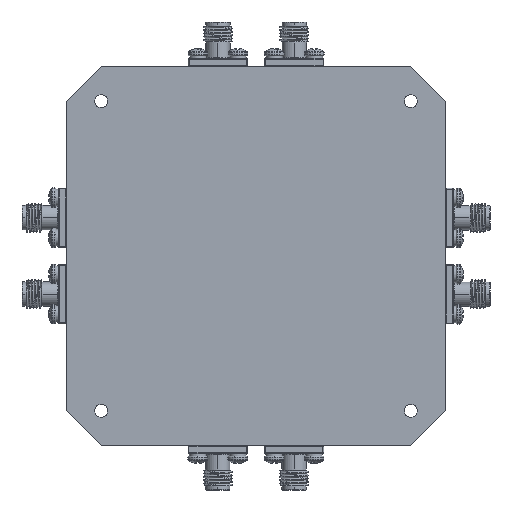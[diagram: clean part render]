
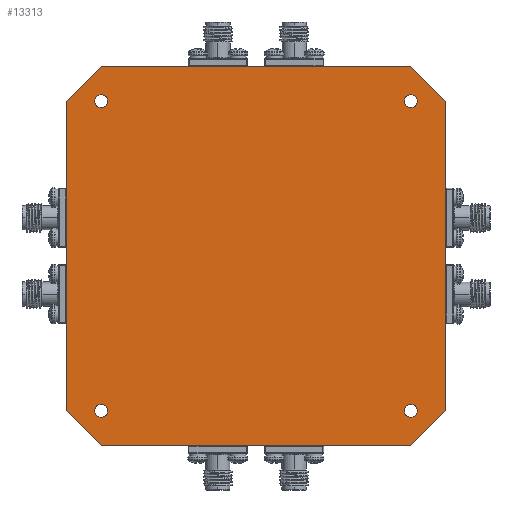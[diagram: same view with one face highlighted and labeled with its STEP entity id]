
A CAD part, front view. The second image highlights one B-rep face of the part: STEP entity #13313.
In plain terms, the highlighted planar face has unit normal (0, -1, 0).
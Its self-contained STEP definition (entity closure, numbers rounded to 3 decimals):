
#990 = CARTESIAN_POINT ( 'NONE',  ( 7.62, 0., -82. ) ) ;
#3088 = EDGE_CURVE ( 'NONE', #95448, #41563, #44374, .T. ) ;
#3232 = AXIS2_PLACEMENT_3D ( 'NONE', #97251, #78328, #15764 ) ;
#4019 = DIRECTION ( 'NONE',  ( 0., 1., 0. ) ) ;
#4127 = FACE_BOUND ( 'NONE', #67882, .T. ) ;
#4311 = EDGE_CURVE ( 'NONE', #37376, #83628, #31733, .T. ) ;
#6059 = DIRECTION ( 'NONE',  ( 0., 1., 0. ) ) ;
#7683 = ORIENTED_EDGE ( 'NONE', *, *, #37203, .F. ) ;
#7972 = VECTOR ( 'NONE', #27977, 1000. ) ;
#8054 = FACE_BOUND ( 'NONE', #79831, .T. ) ;
#8502 = DIRECTION ( 'NONE',  ( 0., 1., 0. ) ) ;
#12080 = VERTEX_POINT ( 'NONE', #111271 ) ;
#12246 = DIRECTION ( 'NONE',  ( 0., 0., 1. ) ) ;
#13313 = ADVANCED_FACE ( 'NONE', ( #103403, #109902, #8054, #4127, #46545 ), #100830, .T. ) ;
#14336 = AXIS2_PLACEMENT_3D ( 'NONE', #126117, #8502, #30697 ) ;
#15719 = VECTOR ( 'NONE', #75982, 1000. ) ;
#15764 = DIRECTION ( 'NONE',  ( 0., 0., 1. ) ) ;
#17476 = DIRECTION ( 'NONE',  ( -0.707, 0., 0.707 ) ) ;
#18749 = ORIENTED_EDGE ( 'NONE', *, *, #32455, .T. ) ;
#19086 = EDGE_CURVE ( 'NONE', #12080, #62967, #81434, .T. ) ;
#21268 = DIRECTION ( 'NONE',  ( 0., 0., -1. ) ) ;
#23653 = CIRCLE ( 'NONE', #85896, 1.4 ) ;
#24894 = CARTESIAN_POINT ( 'NONE',  ( 7.56, 0., -7.56 ) ) ;
#25900 = ORIENTED_EDGE ( 'NONE', *, *, #129712, .T. ) ;
#26311 = VECTOR ( 'NONE', #37810, 1000. ) ;
#26928 = CARTESIAN_POINT ( 'NONE',  ( 74.44, 0., -7.56 ) ) ;
#27977 = DIRECTION ( 'NONE',  ( 0., 0., 1. ) ) ;
#28731 = CARTESIAN_POINT ( 'NONE',  ( 7.56, 0., -75.84 ) ) ;
#28822 = ORIENTED_EDGE ( 'NONE', *, *, #19086, .T. ) ;
#28935 = CARTESIAN_POINT ( 'NONE',  ( 7.56, 0., -6.16 ) ) ;
#29908 = CARTESIAN_POINT ( 'NONE',  ( 0., 0., -74.38 ) ) ;
#30697 = DIRECTION ( 'NONE',  ( 0., 0., 1. ) ) ;
#30720 = VERTEX_POINT ( 'NONE', #59701 ) ;
#30834 = DIRECTION ( 'NONE',  ( 0., 0., 1. ) ) ;
#31095 = EDGE_LOOP ( 'NONE', ( #128877, #122740, #7683, #116285, #62255, #93320, #119016, #137434 ) ) ;
#31733 = CIRCLE ( 'NONE', #107390, 1.4 ) ;
#32046 = DIRECTION ( 'NONE',  ( 1., 0., 0. ) ) ;
#32455 = EDGE_CURVE ( 'NONE', #30720, #69887, #63127, .T. ) ;
#32864 = EDGE_CURVE ( 'NONE', #34326, #59128, #58636, .T. ) ;
#32878 = CIRCLE ( 'NONE', #108551, 1.4 ) ;
#32915 = ORIENTED_EDGE ( 'NONE', *, *, #114857, .T. ) ;
#33891 = DIRECTION ( 'NONE',  ( 0., 0., 1. ) ) ;
#34326 = VERTEX_POINT ( 'NONE', #127972 ) ;
#35075 = CARTESIAN_POINT ( 'NONE',  ( 74.44, 0., -73.04 ) ) ;
#36876 = DIRECTION ( 'NONE',  ( 0., 1., 0. ) ) ;
#36937 = VERTEX_POINT ( 'NONE', #123559 ) ;
#37203 = EDGE_CURVE ( 'NONE', #59128, #36937, #129768, .T. ) ;
#37376 = VERTEX_POINT ( 'NONE', #75146 ) ;
#37810 = DIRECTION ( 'NONE',  ( -0.707, 0., -0.707 ) ) ;
#39317 = DIRECTION ( 'NONE',  ( 0., 0., 1. ) ) ;
#40728 = CARTESIAN_POINT ( 'NONE',  ( 0., 0., 0. ) ) ;
#41563 = VERTEX_POINT ( 'NONE', #84058 ) ;
#42646 = LINE ( 'NONE', #85069, #15719 ) ;
#43018 = VECTOR ( 'NONE', #52737, 1000. ) ;
#43740 = AXIS2_PLACEMENT_3D ( 'NONE', #134740, #124967, #39317 ) ;
#44374 = LINE ( 'NONE', #86767, #43018 ) ;
#45553 = CARTESIAN_POINT ( 'NONE',  ( 74.38, 0., -82. ) ) ;
#45646 = DIRECTION ( 'NONE',  ( 0., 0., -1. ) ) ;
#46545 = FACE_BOUND ( 'NONE', #54592, .T. ) ;
#47359 = CARTESIAN_POINT ( 'NONE',  ( 74.44, 0., -74.44 ) ) ;
#48520 = DIRECTION ( 'NONE',  ( 0., 0., 1. ) ) ;
#52737 = DIRECTION ( 'NONE',  ( 0.707, 0., 0.707 ) ) ;
#54592 = EDGE_LOOP ( 'NONE', ( #28822, #75038 ) ) ;
#55096 = EDGE_CURVE ( 'NONE', #63826, #134975, #42646, .T. ) ;
#56174 = EDGE_CURVE ( 'NONE', #41563, #63826, #94728, .T. ) ;
#57791 = EDGE_CURVE ( 'NONE', #62967, #12080, #71950, .T. ) ;
#58595 = EDGE_CURVE ( 'NONE', #72888, #95448, #100395, .T. ) ;
#58636 = LINE ( 'NONE', #45553, #26311 ) ;
#59128 = VERTEX_POINT ( 'NONE', #108326 ) ;
#59415 = VERTEX_POINT ( 'NONE', #113135 ) ;
#59701 = CARTESIAN_POINT ( 'NONE',  ( 74.44, 0., -75.84 ) ) ;
#62090 = CARTESIAN_POINT ( 'NONE',  ( 74.44, 0., -7.56 ) ) ;
#62255 = ORIENTED_EDGE ( 'NONE', *, *, #69033, .F. ) ;
#62967 = VERTEX_POINT ( 'NONE', #28731 ) ;
#63127 = CIRCLE ( 'NONE', #3232, 1.4 ) ;
#63542 = VECTOR ( 'NONE', #45646, 1000. ) ;
#63826 = VERTEX_POINT ( 'NONE', #120565 ) ;
#64084 = CARTESIAN_POINT ( 'NONE',  ( 82., 0., -7.62 ) ) ;
#67125 = CARTESIAN_POINT ( 'NONE',  ( 82., 0., -7.62 ) ) ;
#67882 = EDGE_LOOP ( 'NONE', ( #95292, #79076 ) ) ;
#69033 = EDGE_CURVE ( 'NONE', #134975, #34326, #101999, .T. ) ;
#69887 = VERTEX_POINT ( 'NONE', #35075 ) ;
#71740 = EDGE_CURVE ( 'NONE', #59415, #117640, #32878, .T. ) ;
#71950 = CIRCLE ( 'NONE', #14336, 1.4 ) ;
#72888 = VERTEX_POINT ( 'NONE', #86123 ) ;
#74942 = AXIS2_PLACEMENT_3D ( 'NONE', #108310, #88749, #12246 ) ;
#75038 = ORIENTED_EDGE ( 'NONE', *, *, #57791, .T. ) ;
#75146 = CARTESIAN_POINT ( 'NONE',  ( 74.44, 0., -8.96 ) ) ;
#75982 = DIRECTION ( 'NONE',  ( 0.707, 0., -0.707 ) ) ;
#78328 = DIRECTION ( 'NONE',  ( 0., 1., 0. ) ) ;
#79076 = ORIENTED_EDGE ( 'NONE', *, *, #71740, .T. ) ;
#79831 = EDGE_LOOP ( 'NONE', ( #25900, #87161 ) ) ;
#81434 = CIRCLE ( 'NONE', #43740, 1.4 ) ;
#82475 = AXIS2_PLACEMENT_3D ( 'NONE', #47359, #36876, #112106 ) ;
#83628 = VERTEX_POINT ( 'NONE', #133735 ) ;
#84058 = CARTESIAN_POINT ( 'NONE',  ( 7.62, 0., 0. ) ) ;
#85069 = CARTESIAN_POINT ( 'NONE',  ( 74.38, 0., 0. ) ) ;
#85618 = CARTESIAN_POINT ( 'NONE',  ( 7.62, 0., 0. ) ) ;
#85846 = DIRECTION ( 'NONE',  ( -1., 0., 0. ) ) ;
#85896 = AXIS2_PLACEMENT_3D ( 'NONE', #26928, #6059, #48520 ) ;
#86123 = CARTESIAN_POINT ( 'NONE',  ( 0., 0., -74.38 ) ) ;
#86767 = CARTESIAN_POINT ( 'NONE',  ( 0., 0., -7.62 ) ) ;
#87161 = ORIENTED_EDGE ( 'NONE', *, *, #4311, .T. ) ;
#88749 = DIRECTION ( 'NONE',  ( 0., 1., 0. ) ) ;
#93320 = ORIENTED_EDGE ( 'NONE', *, *, #55096, .F. ) ;
#94728 = LINE ( 'NONE', #85618, #97965 ) ;
#95292 = ORIENTED_EDGE ( 'NONE', *, *, #130567, .T. ) ;
#95448 = VERTEX_POINT ( 'NONE', #132738 ) ;
#97251 = CARTESIAN_POINT ( 'NONE',  ( 74.44, 0., -74.44 ) ) ;
#97965 = VECTOR ( 'NONE', #32046, 1000. ) ;
#100395 = LINE ( 'NONE', #132433, #7972 ) ;
#100830 = PLANE ( 'NONE',  #105437 ) ;
#101999 = LINE ( 'NONE', #67125, #63542 ) ;
#103044 = LINE ( 'NONE', #29908, #131027 ) ;
#103403 = FACE_BOUND ( 'NONE', #110872, .T. ) ;
#105437 = AXIS2_PLACEMENT_3D ( 'NONE', #40728, #136789, #21268 ) ;
#107390 = AXIS2_PLACEMENT_3D ( 'NONE', #62090, #126262, #30834 ) ;
#108310 = CARTESIAN_POINT ( 'NONE',  ( 7.56, 0., -7.56 ) ) ;
#108326 = CARTESIAN_POINT ( 'NONE',  ( 74.38, 0., -82. ) ) ;
#108551 = AXIS2_PLACEMENT_3D ( 'NONE', #24894, #4019, #33891 ) ;
#109902 = FACE_OUTER_BOUND ( 'NONE', #31095, .T. ) ;
#110872 = EDGE_LOOP ( 'NONE', ( #32915, #18749 ) ) ;
#111271 = CARTESIAN_POINT ( 'NONE',  ( 7.56, 0., -73.04 ) ) ;
#112106 = DIRECTION ( 'NONE',  ( 0., 0., 1. ) ) ;
#113135 = CARTESIAN_POINT ( 'NONE',  ( 7.56, 0., -8.96 ) ) ;
#114857 = EDGE_CURVE ( 'NONE', #69887, #30720, #124807, .T. ) ;
#116285 = ORIENTED_EDGE ( 'NONE', *, *, #32864, .F. ) ;
#117640 = VERTEX_POINT ( 'NONE', #28935 ) ;
#119016 = ORIENTED_EDGE ( 'NONE', *, *, #56174, .F. ) ;
#120565 = CARTESIAN_POINT ( 'NONE',  ( 74.38, 0., 0. ) ) ;
#121633 = EDGE_CURVE ( 'NONE', #36937, #72888, #103044, .T. ) ;
#122740 = ORIENTED_EDGE ( 'NONE', *, *, #121633, .F. ) ;
#123559 = CARTESIAN_POINT ( 'NONE',  ( 7.62, 0., -82. ) ) ;
#124807 = CIRCLE ( 'NONE', #82475, 1.4 ) ;
#124967 = DIRECTION ( 'NONE',  ( 0., 1., 0. ) ) ;
#126117 = CARTESIAN_POINT ( 'NONE',  ( 7.56, 0., -74.44 ) ) ;
#126262 = DIRECTION ( 'NONE',  ( 0., 1., 0. ) ) ;
#127972 = CARTESIAN_POINT ( 'NONE',  ( 82., 0., -74.38 ) ) ;
#128877 = ORIENTED_EDGE ( 'NONE', *, *, #58595, .F. ) ;
#129560 = VECTOR ( 'NONE', #85846, 1000. ) ;
#129712 = EDGE_CURVE ( 'NONE', #83628, #37376, #23653, .T. ) ;
#129768 = LINE ( 'NONE', #990, #129560 ) ;
#130567 = EDGE_CURVE ( 'NONE', #117640, #59415, #137229, .T. ) ;
#131027 = VECTOR ( 'NONE', #17476, 1000. ) ;
#132433 = CARTESIAN_POINT ( 'NONE',  ( 0., 0., -7.62 ) ) ;
#132738 = CARTESIAN_POINT ( 'NONE',  ( 0., 0., -7.62 ) ) ;
#133735 = CARTESIAN_POINT ( 'NONE',  ( 74.44, 0., -6.16 ) ) ;
#134740 = CARTESIAN_POINT ( 'NONE',  ( 7.56, 0., -74.44 ) ) ;
#134975 = VERTEX_POINT ( 'NONE', #64084 ) ;
#136789 = DIRECTION ( 'NONE',  ( 0., -1., 0. ) ) ;
#137229 = CIRCLE ( 'NONE', #74942, 1.4 ) ;
#137434 = ORIENTED_EDGE ( 'NONE', *, *, #3088, .F. ) ;
